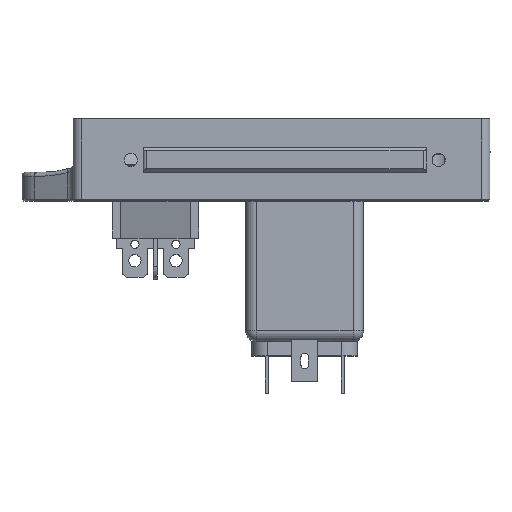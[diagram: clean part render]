
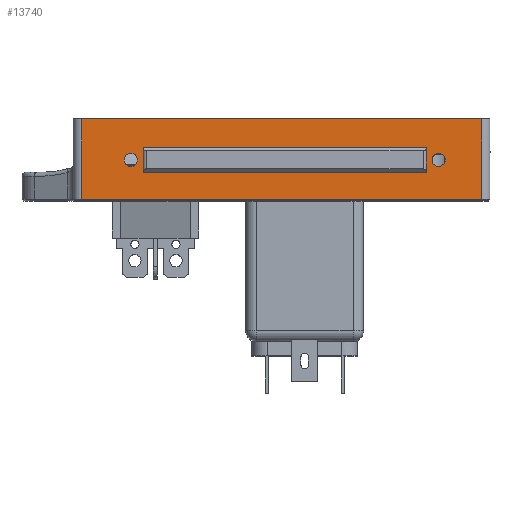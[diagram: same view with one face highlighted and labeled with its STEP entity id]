
A CAD part, top view. The second image highlights one B-rep face of the part: STEP entity #13740.
In plain terms, the highlighted planar face has unit normal (0, 0, 1).
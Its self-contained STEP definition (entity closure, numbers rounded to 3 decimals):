
#1157=FACE_BOUND('',#2690,.T.);
#1158=FACE_BOUND('',#2691,.T.);
#1159=FACE_BOUND('',#2692,.T.);
#1832=FACE_OUTER_BOUND('',#2689,.T.);
#2689=EDGE_LOOP('',(#12119,#12120,#12121,#12122));
#2690=EDGE_LOOP('',(#12123));
#2691=EDGE_LOOP('',(#12124));
#2692=EDGE_LOOP('',(#12125,#12126,#12127,#12128));
#3639=LINE('',#27255,#4626);
#3682=LINE('',#27372,#4669);
#3683=LINE('',#27375,#4670);
#3684=LINE('',#27376,#4671);
#3685=LINE('',#27383,#4672);
#3686=LINE('',#27385,#4673);
#3687=LINE('',#27387,#4674);
#3688=LINE('',#27388,#4675);
#4626=VECTOR('',#18329,10.);
#4669=VECTOR('',#18448,10.);
#4670=VECTOR('',#18451,10.);
#4671=VECTOR('',#18452,10.);
#4672=VECTOR('',#18457,10.);
#4673=VECTOR('',#18458,10.);
#4674=VECTOR('',#18459,10.);
#4675=VECTOR('',#18460,10.);
#5224=CIRCLE('',#15124,1.6);
#5225=CIRCLE('',#15125,1.6);
#6446=VERTEX_POINT('',#27252);
#6447=VERTEX_POINT('',#27254);
#6483=VERTEX_POINT('',#27370);
#6484=VERTEX_POINT('',#27374);
#6485=VERTEX_POINT('',#27377);
#6486=VERTEX_POINT('',#27379);
#6487=VERTEX_POINT('',#27381);
#6488=VERTEX_POINT('',#27382);
#6489=VERTEX_POINT('',#27384);
#6490=VERTEX_POINT('',#27386);
#8342=EDGE_CURVE('',#6447,#6446,#3639,.T.);
#8401=EDGE_CURVE('',#6446,#6483,#3682,.T.);
#8402=EDGE_CURVE('',#6484,#6483,#3683,.T.);
#8403=EDGE_CURVE('',#6484,#6447,#3684,.T.);
#8404=EDGE_CURVE('',#6485,#6485,#5224,.T.);
#8405=EDGE_CURVE('',#6486,#6486,#5225,.T.);
#8406=EDGE_CURVE('',#6487,#6488,#3685,.T.);
#8407=EDGE_CURVE('',#6489,#6487,#3686,.T.);
#8408=EDGE_CURVE('',#6490,#6489,#3687,.T.);
#8409=EDGE_CURVE('',#6488,#6490,#3688,.T.);
#12119=ORIENTED_EDGE('',*,*,#8342,.T.);
#12120=ORIENTED_EDGE('',*,*,#8401,.T.);
#12121=ORIENTED_EDGE('',*,*,#8402,.F.);
#12122=ORIENTED_EDGE('',*,*,#8403,.T.);
#12123=ORIENTED_EDGE('',*,*,#8404,.F.);
#12124=ORIENTED_EDGE('',*,*,#8405,.F.);
#12125=ORIENTED_EDGE('',*,*,#8406,.F.);
#12126=ORIENTED_EDGE('',*,*,#8407,.F.);
#12127=ORIENTED_EDGE('',*,*,#8408,.F.);
#12128=ORIENTED_EDGE('',*,*,#8409,.F.);
#12945=PLANE('',#15123);
#13740=ADVANCED_FACE('',(#1832,#1157,#1158,#1159),#12945,.F.);
#15123=AXIS2_PLACEMENT_3D('',#27373,#18449,#18450);
#15124=AXIS2_PLACEMENT_3D('',#27378,#18453,#18454);
#15125=AXIS2_PLACEMENT_3D('',#27380,#18455,#18456);
#18329=DIRECTION('',(1.,0.,0.));
#18448=DIRECTION('',(0.,1.,0.));
#18449=DIRECTION('center_axis',(0.,0.,
-1.));
#18450=DIRECTION('ref_axis',(1.,0.,0.));
#18451=DIRECTION('',(1.,0.,0.));
#18452=DIRECTION('',(0.,-1.,0.));
#18453=DIRECTION('center_axis',(0.,0.,
1.));
#18454=DIRECTION('ref_axis',(-1.,0.,0.));
#18455=DIRECTION('center_axis',(0.,0.,
1.));
#18456=DIRECTION('ref_axis',(-1.,0.,0.));
#18457=DIRECTION('',(0.,-1.,0.));
#18458=DIRECTION('',(-1.,0.,0.));
#18459=DIRECTION('',(0.,1.,0.));
#18460=DIRECTION('',(1.,0.,0.));
#27252=CARTESIAN_POINT('',(-47.774,549.972,118.684));
#27254=CARTESIAN_POINT('',(-145.274,549.972,118.684));
#27255=CARTESIAN_POINT('',(-91.874,549.972,118.684));
#27370=CARTESIAN_POINT('',(-47.774,569.572,118.684));
#27372=CARTESIAN_POINT('',(-47.774,569.572,118.684));
#27373=CARTESIAN_POINT('Origin',(-97.474,569.572,118.684));
#27374=CARTESIAN_POINT('',(-145.274,569.572,118.684));
#27375=CARTESIAN_POINT('',(-115.299,569.572,118.684));
#27376=CARTESIAN_POINT('',(-145.274,559.572,118.684));
#27377=CARTESIAN_POINT('',(-131.674,559.572,118.684));
#27378=CARTESIAN_POINT('Origin',(-133.274,559.572,118.684));
#27379=CARTESIAN_POINT('',(-56.674,559.572,118.684));
#27380=CARTESIAN_POINT('Origin',(-58.274,559.572,118.684));
#27381=CARTESIAN_POINT('',(-130.274,562.572,118.684));
#27382=CARTESIAN_POINT('',(-130.274,556.572,118.684));
#27383=CARTESIAN_POINT('',(-130.274,563.072,118.684));
#27384=CARTESIAN_POINT('',(-61.274,562.572,118.684));
#27385=CARTESIAN_POINT('',(-113.874,562.572,118.684));
#27386=CARTESIAN_POINT('',(-61.274,556.572,118.684));
#27387=CARTESIAN_POINT('',(-61.274,566.072,118.684));
#27388=CARTESIAN_POINT('',(-79.374,556.572,118.684));
